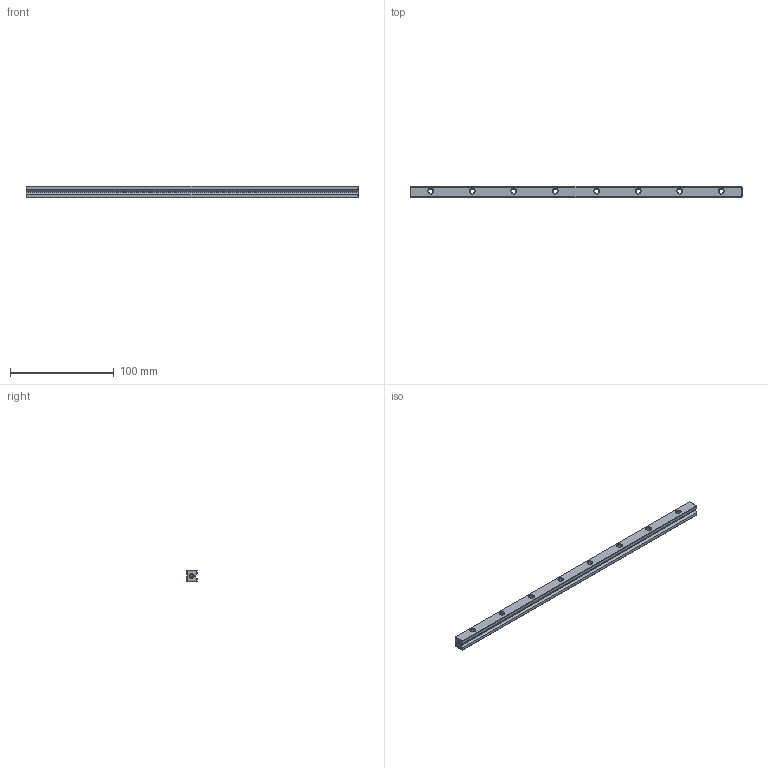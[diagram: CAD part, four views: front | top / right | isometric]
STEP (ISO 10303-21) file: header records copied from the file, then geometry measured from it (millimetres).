
FILE_DESCRIPTION(/* description */ (''),/* implementation_level */ '2;1');
FILE_NAME(/* name */ 'Rail RSDE-4320.stp',/* time_stamp */ '2024-11-14T07:58:39+01:00',/* author */ (''),/* organization */ (''),/* preprocessor_version */ 'ST-DEVELOPER v16.7',/* originating_system */ 'SIEMENS PLM Software NX 12.0',/* authorisation */ '');
FILE_SCHEMA (('AUTOMOTIVE_DESIGN { 1 0 10303 214 3 1 1 1 }'));
Length unit declared in the file: millimetre
Products named in the file (1): Rail RSDE-4320_step_stp
Bounding box: 320 x 10.6 x 11 mm (x, y, z)
Volume: 32721.8 mm3; surface area: 16003 mm2
Topology: 1 solids, 1 shells, 373 faces, 957 edges, 629 vertices
Faces by surface type: plane 242, bspline 90, cylinder 21, cone 20
Full cylindrical faces by diameter (mm): 2.6 x2, 3.2 x2, 4.2 x8, 7.5 x8
Entity records: 13448 total; most frequent: CARTESIAN_POINT 3142, ORIENTED_EDGE 1812, DIRECTION 1354, EDGE_CURVE 906, LINE 666, VECTOR 666, VERTEX_POINT 620, EDGE_LOOP 472
